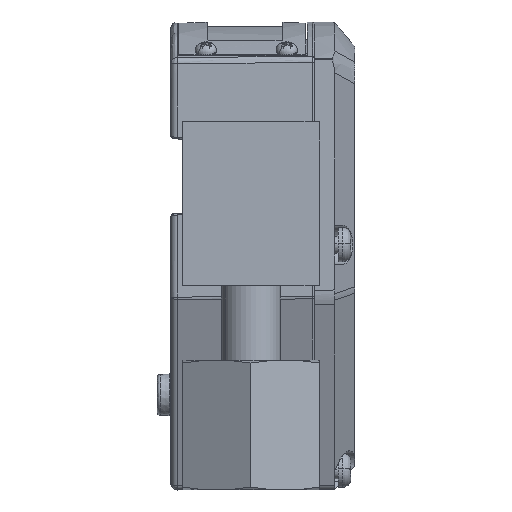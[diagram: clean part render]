
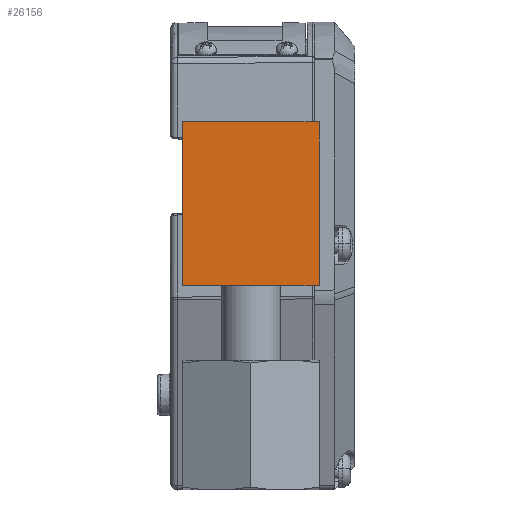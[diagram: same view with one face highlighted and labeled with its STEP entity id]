
A CAD part, front view. The second image highlights one B-rep face of the part: STEP entity #26156.
In plain terms, the highlighted planar face has unit normal (0, -1, 0).
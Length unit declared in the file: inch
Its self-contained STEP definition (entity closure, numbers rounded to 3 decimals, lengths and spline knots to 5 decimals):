
#1239 = VECTOR ( 'NONE', #31127, 39.37008 ) ;
#1364 = CARTESIAN_POINT ( 'NONE',  ( -2.73465, -3.58122, 1.34582 ) ) ;
#3393 = EDGE_LOOP ( 'NONE', ( #10536, #36595, #8486, #38731 ) ) ;
#3471 = DIRECTION ( 'NONE',  ( -1., 0., 0. ) ) ;
#4697 = VECTOR ( 'NONE', #29724, 39.37008 ) ;
#5519 = CARTESIAN_POINT ( 'NONE',  ( -2.10965, -3.58122, 2.09582 ) ) ;
#6349 = VERTEX_POINT ( 'NONE', #41874 ) ;
#6730 = EDGE_CURVE ( 'NONE', #41023, #7913, #22488, .T. ) ;
#7275 = VECTOR ( 'NONE', #14393, 39.37008 ) ;
#7913 = VERTEX_POINT ( 'NONE', #11786 ) ;
#8486 = ORIENTED_EDGE ( 'NONE', *, *, #27328, .T. ) ;
#9855 = LINE ( 'NONE', #13475, #32095 ) ;
#10536 = ORIENTED_EDGE ( 'NONE', *, *, #13064, .T. ) ;
#10612 = AXIS2_PLACEMENT_3D ( 'NONE', #11440, #21275, #34265 ) ;
#11336 = CARTESIAN_POINT ( 'NONE',  ( -2.10965, -3.58122, 2.84582 ) ) ;
#11440 = CARTESIAN_POINT ( 'NONE',  ( -2.73465, -3.58122, 2.09582 ) ) ;
#11786 = CARTESIAN_POINT ( 'NONE',  ( -3.35965, -3.58122, 1.34582 ) ) ;
#13064 = EDGE_CURVE ( 'NONE', #32936, #41023, #9855, .T. ) ;
#13475 = CARTESIAN_POINT ( 'NONE',  ( -2.73465, -3.58122, 2.84582 ) ) ;
#14393 = DIRECTION ( 'NONE',  ( 1., 0., 0. ) ) ;
#16126 = EDGE_CURVE ( 'NONE', #6349, #32936, #37903, .T. ) ;
#16689 = CARTESIAN_POINT ( 'NONE',  ( -3.35965, -3.58122, 2.09582 ) ) ;
#17590 = LINE ( 'NONE', #1364, #7275 ) ;
#19105 = CARTESIAN_POINT ( 'NONE',  ( -3.35965, -3.58122, 2.84582 ) ) ;
#21275 = DIRECTION ( 'NONE',  ( 0., -1., 0. ) ) ;
#22488 = LINE ( 'NONE', #16689, #4697 ) ;
#26156 = ADVANCED_FACE ( 'NONE', ( #27671 ), #40616, .T. ) ;
#27328 = EDGE_CURVE ( 'NONE', #7913, #6349, #17590, .T. ) ;
#27671 = FACE_OUTER_BOUND ( 'NONE', #3393, .T. ) ;
#29724 = DIRECTION ( 'NONE',  ( 0., 0., -1. ) ) ;
#31127 = DIRECTION ( 'NONE',  ( 0., 0., 1. ) ) ;
#32095 = VECTOR ( 'NONE', #3471, 39.37008 ) ;
#32936 = VERTEX_POINT ( 'NONE', #11336 ) ;
#34265 = DIRECTION ( 'NONE',  ( -1., 0., 0. ) ) ;
#36595 = ORIENTED_EDGE ( 'NONE', *, *, #6730, .T. ) ;
#37903 = LINE ( 'NONE', #5519, #1239 ) ;
#38731 = ORIENTED_EDGE ( 'NONE', *, *, #16126, .T. ) ;
#40616 = PLANE ( 'NONE',  #10612 ) ;
#41023 = VERTEX_POINT ( 'NONE', #19105 ) ;
#41874 = CARTESIAN_POINT ( 'NONE',  ( -2.10965, -3.58122, 1.34582 ) ) ;
